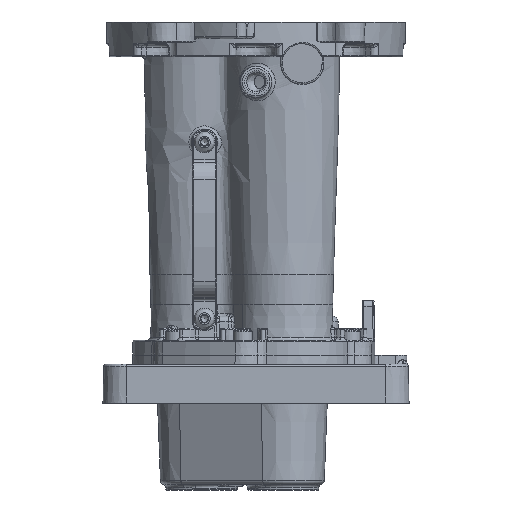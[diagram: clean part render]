
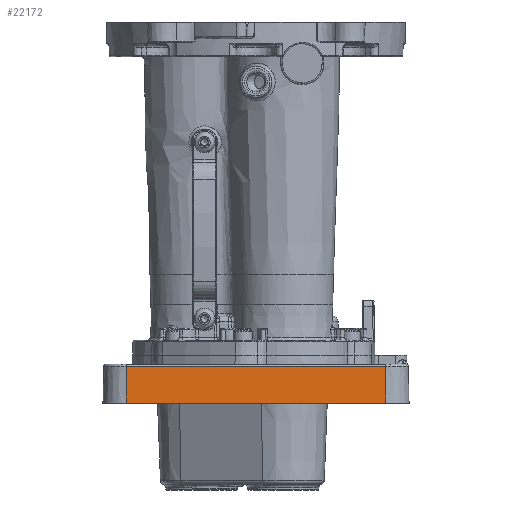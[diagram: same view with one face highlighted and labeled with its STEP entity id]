
A CAD part, left-side view. The second image highlights one B-rep face of the part: STEP entity #22172.
In plain terms, the highlighted face is planar.
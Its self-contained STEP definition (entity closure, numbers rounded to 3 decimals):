
#2678=FACE_OUTER_BOUND('',#4231,.T.);
#4231=EDGE_LOOP('',(#16048,#16049,#16050,#16051));
#5670=LINE('',#36950,#6445);
#5672=LINE('',#36966,#6447);
#5696=LINE('',#37153,#6471);
#5698=LINE('',#37156,#6473);
#6445=VECTOR('',#28215,216.001);
#6447=VECTOR('',#28233,216.001);
#6471=VECTOR('',#28553,30.54);
#6473=VECTOR('',#28557,30.54);
#9342=VERTEX_POINT('',#36947);
#9343=VERTEX_POINT('',#36949);
#9348=VERTEX_POINT('',#36960);
#9349=VERTEX_POINT('',#36965);
#11688=EDGE_CURVE('',#9342,#9343,#5670,.T.);
#11696=EDGE_CURVE('',#9348,#9349,#5672,.T.);
#11789=EDGE_CURVE('',#9342,#9349,#5696,.T.);
#11791=EDGE_CURVE('',#9343,#9348,#5698,.T.);
#16048=ORIENTED_EDGE('',*,*,#11688,.F.);
#16049=ORIENTED_EDGE('',*,*,#11789,.T.);
#16050=ORIENTED_EDGE('',*,*,#11696,.F.);
#16051=ORIENTED_EDGE('',*,*,#11791,.F.);
#21576=PLANE('',#24235);
#22172=ADVANCED_FACE('',(#2678),#21576,.T.);
#24235=AXIS2_PLACEMENT_3D('',#37155,#28555,#28556);
#28215=DIRECTION('',(0.,1.,0.));
#28233=DIRECTION('',(0.,-1.,0.));
#28553=DIRECTION('',(-0.017,0.,-1.));
#28555=DIRECTION('center_axis',(1.,0.,
-0.017));
#28556=DIRECTION('ref_axis',(0.017,0.,1.));
#28557=DIRECTION('',(-0.017,0.,-1.));
#36947=CARTESIAN_POINT('',(127.964,-107.321,-1.448));
#36949=CARTESIAN_POINT('',(127.964,108.681,-1.448));
#36950=CARTESIAN_POINT('',(127.964,-107.321,-1.448));
#36960=CARTESIAN_POINT('',(127.431,108.681,-31.983));
#36965=CARTESIAN_POINT('',(127.431,-107.321,-31.983));
#36966=CARTESIAN_POINT('',(127.431,108.681,-31.983));
#37153=CARTESIAN_POINT('',(127.964,-107.321,-1.448));
#37155=CARTESIAN_POINT('Origin',(127.964,-107.321,-1.448));
#37156=CARTESIAN_POINT('',(127.964,108.681,-1.448));
